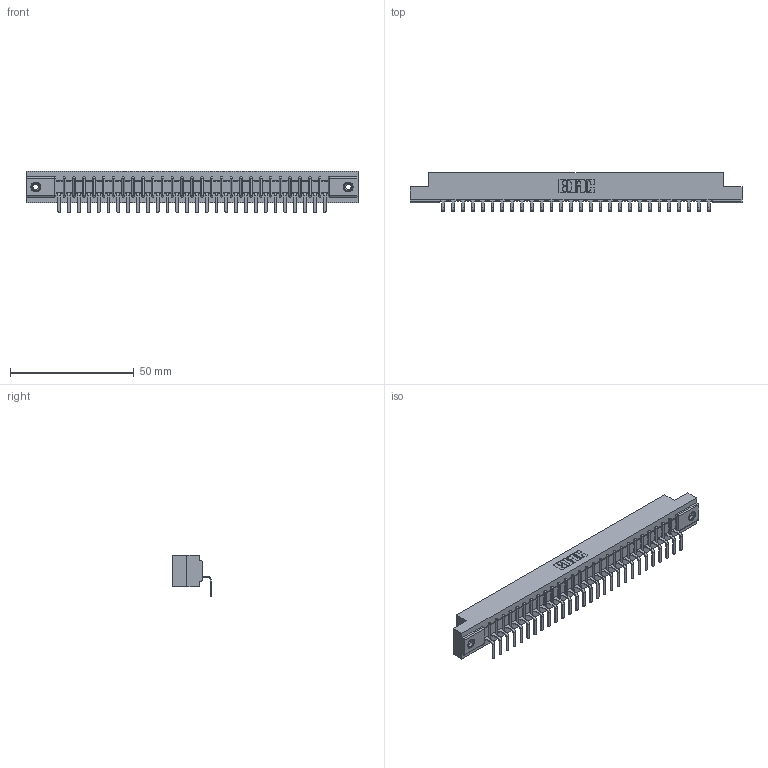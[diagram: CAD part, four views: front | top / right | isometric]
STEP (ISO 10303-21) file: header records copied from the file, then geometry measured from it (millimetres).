
FILE_DESCRIPTION (( 'STEP AP203' ), '1' );
FILE_NAME ('307-028-559-108.STEP', '2019-09-04T16:44:07', ( '' ), ( '' ), 'SwSTEP 2.0', 'SolidWorks 2016', '' );
FILE_SCHEMA (( 'CONFIG_CONTROL_DESIGN' ));
Length unit declared in the file: inch
Products named in the file (4): 307 Part_.156 Dia Mounting Holes; 345-250-001_345-250-003-102; 307-028-559-108; 307-290-001_558 559 - 1 (Single)
Assembly tree (31 placements, depth 2):
  307-028-559-108
    307 Part_.156 Dia Mounting Holes
    307-290-001_558 559 - 1 (Single)  x28
    345-250-001_345-250-003-102  x2
Bounding box: 133.96 x 15.46 x 16.8 mm (x, y, z)
Volume: 13854.5 mm3; surface area: 14728.9 mm2
Topology: 31 solids, 31 shells, 1887 faces, 5331 edges, 3430 vertices
Faces by surface type: plane 1194, cylinder 619, sphere 58, cone 12, torus 4
Entity records: 27019 total; most frequent: CARTESIAN_POINT 4527, ORIENTED_EDGE 4506, DIRECTION 4421, EDGE_CURVE 2253, LINE 1721, VECTOR 1721, VERTEX_POINT 1456, AXIS2_PLACEMENT_3D 1350
